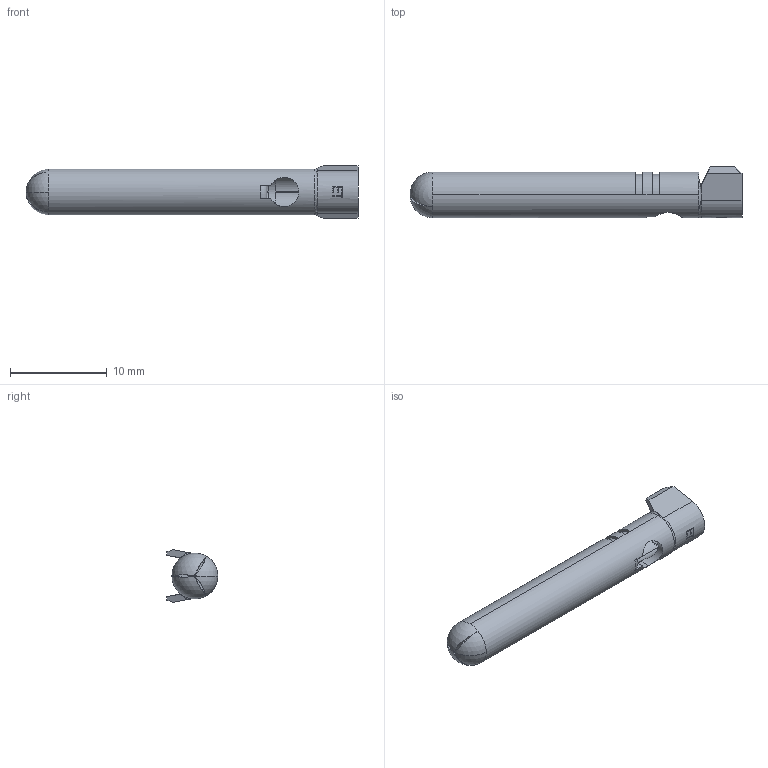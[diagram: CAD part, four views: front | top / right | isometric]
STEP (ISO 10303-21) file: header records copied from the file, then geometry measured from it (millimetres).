
FILE_DESCRIPTION (( 'STEP AP203' ), '1' );
FILE_NAME ('14197.STEP', '2015-02-18T20:44:36', ( '' ), ( '' ), 'SwSTEP 2.0', 'SolidWorks 2014', '' );
FILE_SCHEMA (( 'CONFIG_CONTROL_DESIGN' ));
Length unit declared in the file: inch
Products named in the file (1): 14197
Bounding box: 34.36 x 5.33 x 5.46 mm (x, y, z)
Volume: 297.2 mm3; surface area: 957.1 mm2
Topology: 3 solids, 3 shells, 169 faces, 420 edges, 253 vertices
Faces by surface type: plane 100, cylinder 43, sphere 8, bspline 8, cone 8, torus 2
Entity records: 5260 total; most frequent: CARTESIAN_POINT 1195, ORIENTED_EDGE 832, DIRECTION 829, EDGE_CURVE 416, VECTOR 279, LINE 279, AXIS2_PLACEMENT_3D 275, VERTEX_POINT 253
